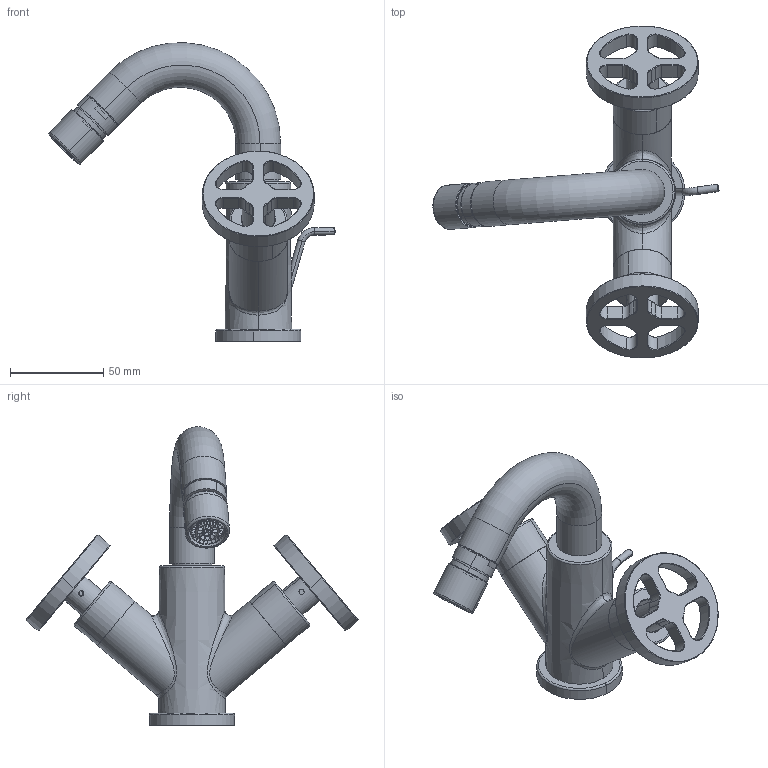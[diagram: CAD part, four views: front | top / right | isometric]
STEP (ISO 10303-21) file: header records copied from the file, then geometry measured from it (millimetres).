
FILE_DESCRIPTION(('CATIA V5 STEP Exchange','CAx-IF Rec.Pracs.--- Model Styling and Organization---1.5--- 2016-08-15','CAx-IF Rec.Pracs.---Supplemental Geometry---1.0---2011-11-01','CAx-IF Rec.Pracs.--- Composite Materials ---3.4---2017-06-13','CAx-IF Rec.Pracs.---Tessellated 3D Geometry---1.0---2015-12-17'),'2;1');
FILE_NAME('MN000550.stp','2022-09-17T09:06:06+00:00',('none'),('none'),'CATIA Version 5-6 Release 2020 SP2','CATIA V5 STEP AP242 v2','none');
FILE_SCHEMA(('AP242_MANAGED_MODEL_BASED_3D_ENGINEERING_MIM_LF {1 0 10303 442 1 1 4}'));
Length unit declared in the file: millimetre
Products named in the file (1): MN000550
Bounding box: 153.45 x 178.09 x 160.12 mm (x, y, z)
Volume: 192815.6 mm3; surface area: 108920.8 mm2
Topology: 36 solids, 36 shells, 2472 faces, 6746 edges, 4330 vertices
Faces by surface type: plane 756, cylinder 741, extrusion 456, cone 397, torus 112, bspline 8, sphere 2
Entity records: 79224 total; most frequent: CARTESIAN_POINT 23151, ORIENTED_EDGE 13472, DIRECTION 7960, EDGE_CURVE 6736, VERTEX_POINT 4330, AXIS2_PLACEMENT_3D 3539, VECTOR 3263, LINE 2807
